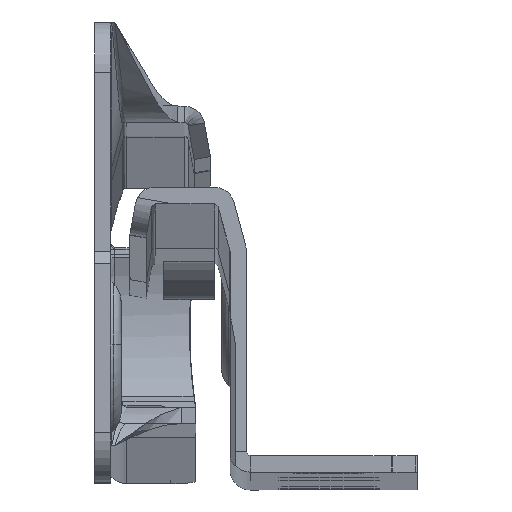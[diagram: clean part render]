
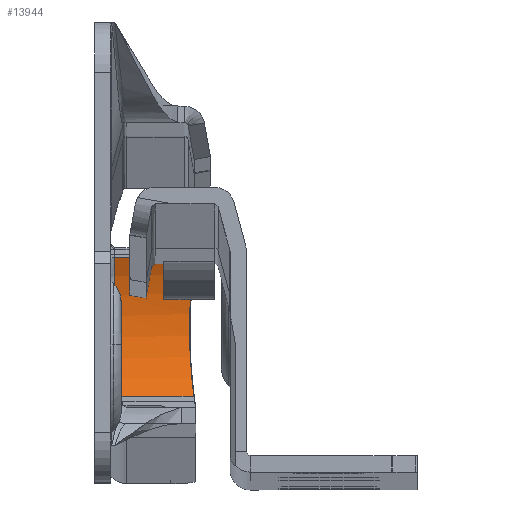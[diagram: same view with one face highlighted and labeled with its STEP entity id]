
A CAD part, top view. The second image highlights one B-rep face of the part: STEP entity #13944.
In plain terms, the highlighted cylindrical face has radius 11 mm (diameter 22 mm), a partial arc.
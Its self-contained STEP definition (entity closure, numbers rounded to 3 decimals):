
#895 = CARTESIAN_POINT ( 'NONE',  ( 6.557, 1.716, -697.683 ) ) ;
#1149 = CARTESIAN_POINT ( 'NONE',  ( 0.3, -9.239, -696.693 ) ) ;
#1202 = CARTESIAN_POINT ( 'NONE',  ( 6.557, -9.239, -696.693 ) ) ;
#1585 = EDGE_CURVE ( 'NONE', #19312, #5264, #9226, .T. ) ;
#1917 = DIRECTION ( 'NONE',  ( -1., 0., 0. ) ) ;
#2474 = CYLINDRICAL_SURFACE ( 'NONE', #29620, 11. ) ;
#3386 = CARTESIAN_POINT ( 'NONE',  ( 6.265, -1.494, -698.62 ) ) ;
#3799 = LINE ( 'NONE', #15487, #25907 ) ;
#3849 = CARTESIAN_POINT ( 'NONE',  ( 6.208, -2.942, -698.711 ) ) ;
#5264 = VERTEX_POINT ( 'NONE', #27935 ) ;
#6031 = CARTESIAN_POINT ( 'NONE',  ( 6.557, 1.716, -697.683 ) ) ;
#7401 = CARTESIAN_POINT ( 'NONE',  ( 0.3, 1.716, -697.683 ) ) ;
#7895 = CARTESIAN_POINT ( 'NONE',  ( 6.2, -3.422, -698.699 ) ) ;
#8042 = CARTESIAN_POINT ( 'NONE',  ( 6.327, -0.552, -698.457 ) ) ;
#8366 = CARTESIAN_POINT ( 'NONE',  ( 6.24, -1.973, -698.672 ) ) ;
#9226 = CIRCLE ( 'NONE', #17664, 11. ) ;
#10388 = CARTESIAN_POINT ( 'NONE',  ( 6.265, -6.255, -698.189 ) ) ;
#10691 = CARTESIAN_POINT ( 'NONE',  ( 6.448, -8.451, -697.249 ) ) ;
#11647 = ORIENTED_EDGE ( 'NONE', *, *, #12159, .T. ) ;
#12159 = EDGE_CURVE ( 'NONE', #5264, #17557, #16519, .T. ) ;
#12783 = LINE ( 'NONE', #22296, #18935 ) ;
#12883 = CARTESIAN_POINT ( 'NONE',  ( 6.208, -4.849, -698.538 ) ) ;
#13149 = VERTEX_POINT ( 'NONE', #895 ) ;
#13151 = EDGE_CURVE ( 'NONE', #14841, #13149, #20000, .T. ) ;
#13461 = ORIENTED_EDGE ( 'NONE', *, *, #13151, .T. ) ;
#13944 = ADVANCED_FACE ( 'NONE', ( #23825 ), #2474, .F. ) ;
#14420 = EDGE_CURVE ( 'NONE', #13149, #19312, #3799, .T. ) ;
#14766 = ORIENTED_EDGE ( 'NONE', *, *, #14420, .T. ) ;
#14841 = VERTEX_POINT ( 'NONE', #28410 ) ;
#15016 = AXIS2_PLACEMENT_3D ( 'NONE', #16954, #19295, #28457 ) ;
#15380 = CARTESIAN_POINT ( 'NONE',  ( 6.453, 0.827, -698.06 ) ) ;
#15487 = CARTESIAN_POINT ( 'NONE',  ( 6.7, 1.716, -697.683 ) ) ;
#16519 = CIRCLE ( 'NONE', #15016, 11. ) ;
#16954 = CARTESIAN_POINT ( 'NONE',  ( 0.3, -2.904, -687.701 ) ) ;
#17557 = VERTEX_POINT ( 'NONE', #1149 ) ;
#17664 = AXIS2_PLACEMENT_3D ( 'NONE', #25572, #1917, #30544 ) ;
#18935 = VECTOR ( 'NONE', #19951, 1000. ) ;
#19295 = DIRECTION ( 'NONE',  ( -1., 0., 0. ) ) ;
#19312 = VERTEX_POINT ( 'NONE', #7401 ) ;
#19951 = DIRECTION ( 'NONE',  ( -1., 0., 0. ) ) ;
#20000 = B_SPLINE_CURVE_WITH_KNOTS ( 'NONE', 3,
 ( #1202, #10691, #20212, #10388, #29681, #12883, #22399, #7895, #3849, #8366, #3386, #8042, #27363, #15380, #25028, #6031 ),
 .UNSPECIFIED., .F., .F.,
 ( 4, 2, 2, 2, 2, 2, 2, 4 ),
 ( 0., 0.003, 0.004, 0.006, 0.007, 0.009, 0.01, 0.011 ),
 .UNSPECIFIED. ) ;
#20163 = ORIENTED_EDGE ( 'NONE', *, *, #1585, .T. ) ;
#20212 = CARTESIAN_POINT ( 'NONE',  ( 6.359, -7.606, -697.691 ) ) ;
#20303 = CARTESIAN_POINT ( 'NONE',  ( 6.7, -2.904, -687.701 ) ) ;
#20458 = DIRECTION ( 'NONE',  ( 0., 0., 1. ) ) ;
#22296 = CARTESIAN_POINT ( 'NONE',  ( 6.7, -9.239, -696.693 ) ) ;
#22399 = CARTESIAN_POINT ( 'NONE',  ( 6.2, -4.376, -698.612 ) ) ;
#22966 = DIRECTION ( 'NONE',  ( -1., 0., 0. ) ) ;
#23061 = ORIENTED_EDGE ( 'NONE', *, *, #23408, .F. ) ;
#23408 = EDGE_CURVE ( 'NONE', #14841, #17557, #12783, .T. ) ;
#23825 = FACE_OUTER_BOUND ( 'NONE', #29129, .T. ) ;
#25028 = CARTESIAN_POINT ( 'NONE',  ( 6.503, 1.278, -697.886 ) ) ;
#25572 = CARTESIAN_POINT ( 'NONE',  ( 0.3, -2.904, -687.701 ) ) ;
#25907 = VECTOR ( 'NONE', #22966, 1000. ) ;
#27363 = CARTESIAN_POINT ( 'NONE',  ( 6.365, -0.088, -698.345 ) ) ;
#27935 = CARTESIAN_POINT ( 'NONE',  ( 0.3, -2.904, -698.701 ) ) ;
#28410 = CARTESIAN_POINT ( 'NONE',  ( 6.557, -9.239, -696.693 ) ) ;
#28457 = DIRECTION ( 'NONE',  ( 0., 0., -1. ) ) ;
#29129 = EDGE_LOOP ( 'NONE', ( #14766, #20163, #11647, #23061, #13461 ) ) ;
#29620 = AXIS2_PLACEMENT_3D ( 'NONE', #20303, #29766, #20458 ) ;
#29681 = CARTESIAN_POINT ( 'NONE',  ( 6.24, -5.787, -698.327 ) ) ;
#29766 = DIRECTION ( 'NONE',  ( -1., 0., 0. ) ) ;
#30544 = DIRECTION ( 'NONE',  ( 0., 0., -1. ) ) ;
